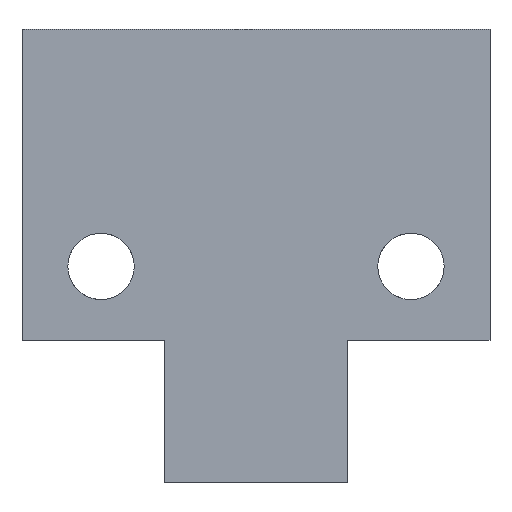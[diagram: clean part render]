
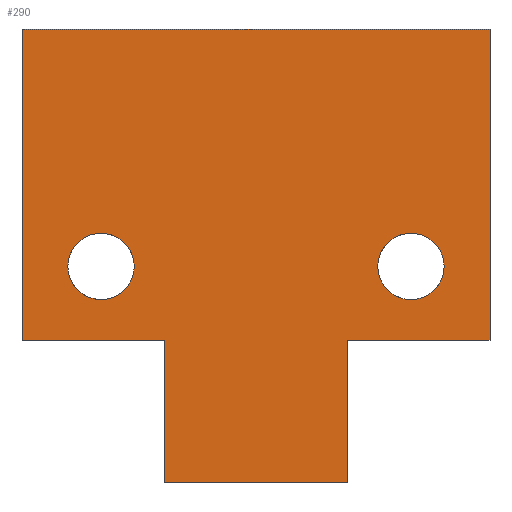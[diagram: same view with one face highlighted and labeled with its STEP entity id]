
A CAD part, left-side view. The second image highlights one B-rep face of the part: STEP entity #290.
In plain terms, the highlighted planar face has unit normal (-1, 0, 0).
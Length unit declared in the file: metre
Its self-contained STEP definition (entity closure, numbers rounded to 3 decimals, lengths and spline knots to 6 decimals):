
#18=CIRCLE('',#320,0.0021);
#19=CIRCLE('',#321,0.0021);
#26=ORIENTED_EDGE('',*,*,#106,.F.);
#27=ORIENTED_EDGE('',*,*,#107,.T.);
#28=ORIENTED_EDGE('',*,*,#108,.F.);
#29=ORIENTED_EDGE('',*,*,#109,.F.);
#30=ORIENTED_EDGE('',*,*,#110,.T.);
#31=ORIENTED_EDGE('',*,*,#111,.T.);
#32=ORIENTED_EDGE('',*,*,#112,.T.);
#33=ORIENTED_EDGE('',*,*,#113,.F.);
#34=ORIENTED_EDGE('',*,*,#114,.T.);
#35=ORIENTED_EDGE('',*,*,#115,.T.);
#106=EDGE_CURVE('',#146,#147,#174,.T.);
#107=EDGE_CURVE('',#146,#148,#175,.T.);
#108=EDGE_CURVE('',#149,#148,#176,.T.);
#109=EDGE_CURVE('',#150,#149,#177,.T.);
#110=EDGE_CURVE('',#150,#151,#178,.T.);
#111=EDGE_CURVE('',#151,#152,#179,.T.);
#112=EDGE_CURVE('',#152,#153,#180,.T.);
#113=EDGE_CURVE('',#147,#153,#181,.T.);
#114=EDGE_CURVE('',#154,#154,#18,.T.);
#115=EDGE_CURVE('',#155,#155,#19,.T.);
#146=VERTEX_POINT('',#426);
#147=VERTEX_POINT('',#427);
#148=VERTEX_POINT('',#429);
#149=VERTEX_POINT('',#431);
#150=VERTEX_POINT('',#433);
#151=VERTEX_POINT('',#435);
#152=VERTEX_POINT('',#437);
#153=VERTEX_POINT('',#439);
#154=VERTEX_POINT('',#442);
#155=VERTEX_POINT('',#444);
#174=LINE('',#425,#204);
#175=LINE('',#428,#205);
#176=LINE('',#430,#206);
#177=LINE('',#432,#207);
#178=LINE('',#434,#208);
#179=LINE('',#436,#209);
#180=LINE('',#438,#210);
#181=LINE('',#440,#211);
#204=VECTOR('',#347,1.);
#205=VECTOR('',#348,1.);
#206=VECTOR('',#349,1.);
#207=VECTOR('',#350,1.);
#208=VECTOR('',#351,1.);
#209=VECTOR('',#352,1.);
#210=VECTOR('',#353,1.);
#211=VECTOR('',#354,1.);
#234=EDGE_LOOP('',(#26,#27,#28,#29,#30,#31,#32,#33));
#235=EDGE_LOOP('',(#34));
#236=EDGE_LOOP('',(#35));
#256=FACE_BOUND('',#234,.T.);
#257=FACE_BOUND('',#235,.T.);
#258=FACE_BOUND('',#236,.T.);
#278=PLANE('',#319);
#290=ADVANCED_FACE('',(#256,#257,#258),#278,.T.);
#319=AXIS2_PLACEMENT_3D('',#424,#345,#346);
#320=AXIS2_PLACEMENT_3D('',#441,#355,#356);
#321=AXIS2_PLACEMENT_3D('',#443,#357,#358);
#345=DIRECTION('',(-1.,0.,0.));
#346=DIRECTION('',(0.,-1.,0.));
#347=DIRECTION('',(0.,1.,0.));
#348=DIRECTION('',(0.,0.,1.));
#349=DIRECTION('',(0.,-1.,0.));
#350=DIRECTION('',(0.,0.,1.));
#351=DIRECTION('',(0.,-1.,0.));
#352=DIRECTION('',(0.,0.,-1.));
#353=DIRECTION('',(0.,-1.,0.));
#354=DIRECTION('',(0.,0.,-1.));
#355=DIRECTION('',(1.,0.,0.));
#356=DIRECTION('',(0.,1.,0.));
#357=DIRECTION('',(1.,0.,0.));
#358=DIRECTION('',(0.,1.,0.));
#424=CARTESIAN_POINT('',(-0.014135,0.,0.00217));
#425=CARTESIAN_POINT('',(-0.014135,-0.010297,-0.006509));
#426=CARTESIAN_POINT('',(-0.014135,-0.014797,-0.006509));
#427=CARTESIAN_POINT('',(-0.014135,-0.005797,-0.006509));
#428=CARTESIAN_POINT('',(-0.014135,-0.014797,0.00217));
#429=CARTESIAN_POINT('',(-0.014135,-0.014797,0.01317));
#430=CARTESIAN_POINT('',(-0.014135,0.,0.01317));
#431=CARTESIAN_POINT('',(-0.014135,0.014797,0.01317));
#432=CARTESIAN_POINT('',(-0.014135,0.014797,0.00217));
#433=CARTESIAN_POINT('',(-0.014135,0.014797,-0.006509));
#434=CARTESIAN_POINT('',(-0.014135,0.010297,-0.006509));
#435=CARTESIAN_POINT('',(-0.014135,0.005797,-0.006509));
#436=CARTESIAN_POINT('',(-0.014135,0.005797,-0.011009));
#437=CARTESIAN_POINT('',(-0.014135,0.005797,-0.015509));
#438=CARTESIAN_POINT('',(-0.014135,0.,-0.015509));
#439=CARTESIAN_POINT('',(-0.014135,-0.005797,-0.015509));
#440=CARTESIAN_POINT('',(-0.014135,-0.005797,-0.011009));
#441=CARTESIAN_POINT('',(-0.014135,0.009797,-0.00183));
#442=CARTESIAN_POINT('',(-0.014135,0.011897,-0.00183));
#443=CARTESIAN_POINT('',(-0.014135,-0.009797,-0.00183));
#444=CARTESIAN_POINT('',(-0.014135,-0.007697,-0.00183));
